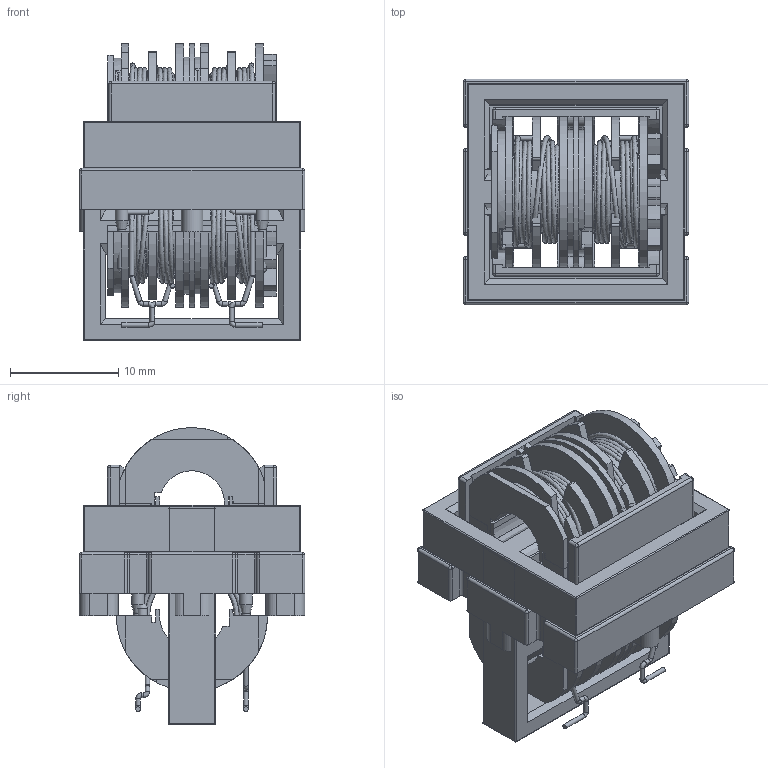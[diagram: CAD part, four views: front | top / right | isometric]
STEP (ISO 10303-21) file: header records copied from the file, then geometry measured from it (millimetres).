
FILE_DESCRIPTION( ( 'Unknown' ), '1' );
FILE_NAME( 'WE-FC_ET20V.stp', 'Unknown', ( 'Unknown' ), ( 'Unknown' ), 'PSStep 13.0', 'Unknown', ' ' );
FILE_SCHEMA( ( 'AUTOMOTIVE_DESIGN { 1 0 10303 214 1 1 1 1 }' ) );
Length unit declared in the file: millimetre
Products named in the file (16): Assem1; Ferrit; Gehäuse; Wickelgehäuse; Wickelgehäuse_0,5; Beinchen
Bounding box: 20.9 x 20.9 x 27.48 mm (x, y, z)
Volume: 6550.1 mm3; surface area: 13029.9 mm2
Topology: 33 solids, 33 shells, 1312 faces, 3288 edges, 2018 vertices
Faces by surface type: plane 660, cylinder 462, sphere 64, torus 64, bspline 29, extrusion 28, cone 5
Full cylindrical faces by diameter (mm): 0.43 x44, 0.75 x5, 0.96 x16, 1.2 x5
Entity records: 26317 total; most frequent: CARTESIAN_POINT 6257, DIRECTION 3145, ORIENTED_EDGE 2970, EDGE_CURVE 1485, AXIS2_PLACEMENT_3D 1159, VERTEX_POINT 968, VECTOR 827, LINE 813
